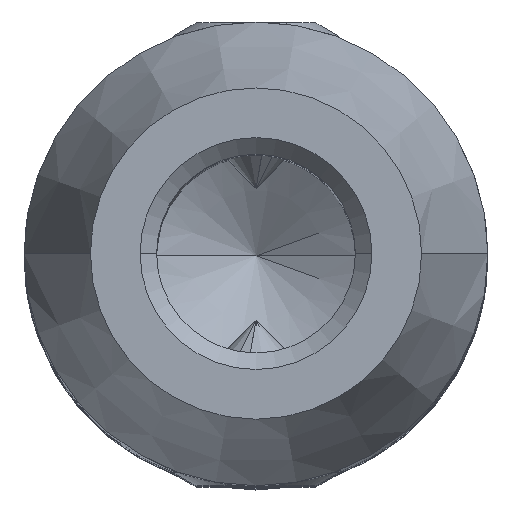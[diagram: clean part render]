
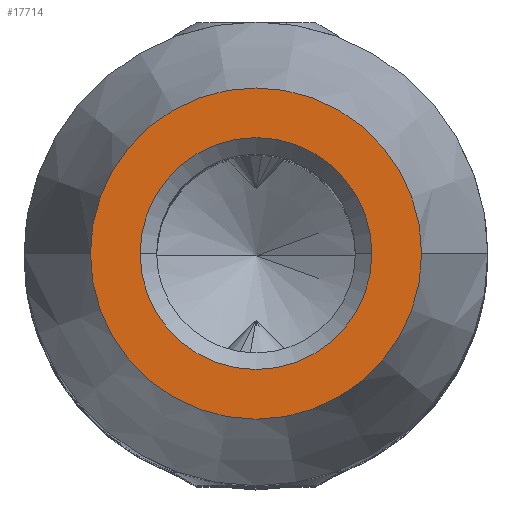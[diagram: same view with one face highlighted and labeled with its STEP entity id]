
A CAD part, top view. The second image highlights one B-rep face of the part: STEP entity #17714.
In plain terms, the highlighted planar face has unit normal (0, 0, 1).
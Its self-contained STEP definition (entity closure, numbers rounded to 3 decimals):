
#43 = CIRCLE ( 'NONE', #6802, 5. ) ;
#84 = VERTEX_POINT ( 'NONE', #19699 ) ;
#650 = AXIS2_PLACEMENT_3D ( 'NONE', #6255, #6124, #1346 ) ;
#1129 = CARTESIAN_POINT ( 'NONE',  ( 0., 0., 22. ) ) ;
#1346 = DIRECTION ( 'NONE',  ( 1., 0., 0. ) ) ;
#1400 = DIRECTION ( 'NONE',  ( 0., 0., 1. ) ) ;
#1818 = ORIENTED_EDGE ( 'NONE', *, *, #8030, .T. ) ;
#2468 = EDGE_LOOP ( 'NONE', ( #8011, #3020 ) ) ;
#2811 = ORIENTED_EDGE ( 'NONE', *, *, #15676, .T. ) ;
#3020 = ORIENTED_EDGE ( 'NONE', *, *, #9000, .F. ) ;
#3914 = DIRECTION ( 'NONE',  ( 1., 0., 0. ) ) ;
#4354 = DIRECTION ( 'NONE',  ( 0., 0., -1. ) ) ;
#4427 = DIRECTION ( 'NONE',  ( -1., 0., 0. ) ) ;
#4798 = CARTESIAN_POINT ( 'NONE',  ( -5., 0., 22. ) ) ;
#5518 = VERTEX_POINT ( 'NONE', #4798 ) ;
#5658 = AXIS2_PLACEMENT_3D ( 'NONE', #17745, #8383, #3914 ) ;
#5857 = CARTESIAN_POINT ( 'NONE',  ( 3.5, 0., 22. ) ) ;
#6124 = DIRECTION ( 'NONE',  ( 0., 0., -1. ) ) ;
#6157 = EDGE_CURVE ( 'NONE', #5518, #15518, #43, .T. ) ;
#6255 = CARTESIAN_POINT ( 'NONE',  ( 0., 0., 22. ) ) ;
#6730 = FACE_BOUND ( 'NONE', #8359, .T. ) ;
#6802 = AXIS2_PLACEMENT_3D ( 'NONE', #7124, #10051, #11645 ) ;
#7124 = CARTESIAN_POINT ( 'NONE',  ( 0., 0., 22. ) ) ;
#8011 = ORIENTED_EDGE ( 'NONE', *, *, #6157, .F. ) ;
#8030 = EDGE_CURVE ( 'NONE', #18734, #84, #10840, .T. ) ;
#8359 = EDGE_LOOP ( 'NONE', ( #1818, #2811 ) ) ;
#8383 = DIRECTION ( 'NONE',  ( 0., 0., -1. ) ) ;
#9000 = EDGE_CURVE ( 'NONE', #15518, #5518, #15191, .T. ) ;
#9032 = CIRCLE ( 'NONE', #650, 3.5 ) ;
#10051 = DIRECTION ( 'NONE',  ( 0., 0., -1. ) ) ;
#10840 = CIRCLE ( 'NONE', #5658, 3.5 ) ;
#11347 = AXIS2_PLACEMENT_3D ( 'NONE', #1129, #1400, #13810 ) ;
#11645 = DIRECTION ( 'NONE',  ( -1., 0., 0. ) ) ;
#11881 = FACE_OUTER_BOUND ( 'NONE', #2468, .T. ) ;
#13810 = DIRECTION ( 'NONE',  ( 1., 0., 0. ) ) ;
#15132 = PLANE ( 'NONE',  #11347 ) ;
#15191 = CIRCLE ( 'NONE', #17121, 5. ) ;
#15518 = VERTEX_POINT ( 'NONE', #18459 ) ;
#15676 = EDGE_CURVE ( 'NONE', #84, #18734, #9032, .T. ) ;
#17121 = AXIS2_PLACEMENT_3D ( 'NONE', #20086, #4354, #4427 ) ;
#17714 = ADVANCED_FACE ( 'NONE', ( #11881, #6730 ), #15132, .T. ) ;
#17745 = CARTESIAN_POINT ( 'NONE',  ( 0., 0., 22. ) ) ;
#18459 = CARTESIAN_POINT ( 'NONE',  ( 5., 0., 22. ) ) ;
#18734 = VERTEX_POINT ( 'NONE', #5857 ) ;
#19699 = CARTESIAN_POINT ( 'NONE',  ( -3.5, 0., 22. ) ) ;
#20086 = CARTESIAN_POINT ( 'NONE',  ( 0., 0., 22. ) ) ;
